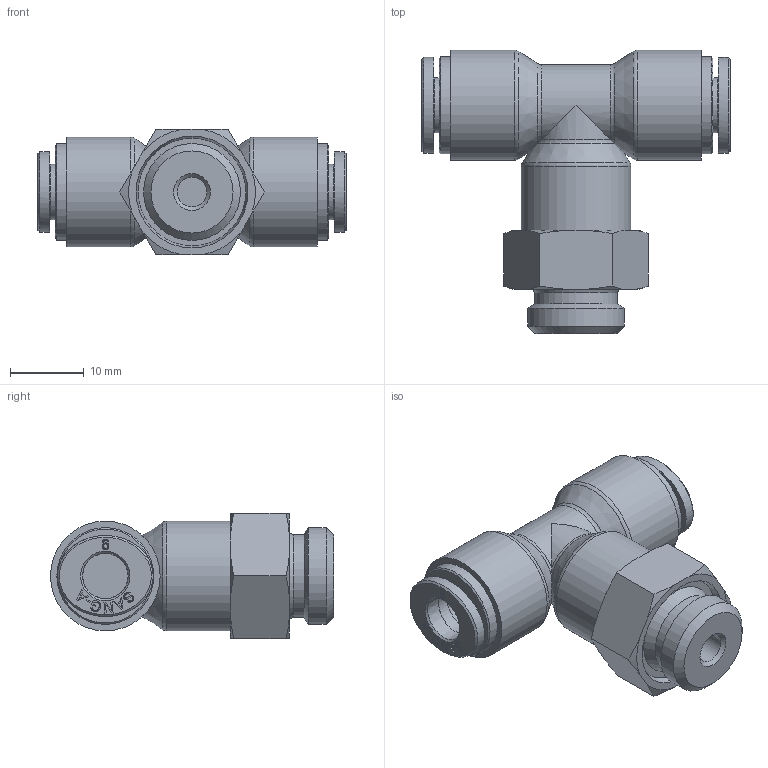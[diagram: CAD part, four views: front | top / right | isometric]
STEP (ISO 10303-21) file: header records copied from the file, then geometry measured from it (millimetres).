
FILE_DESCRIPTION((''),'2;1');
FILE_NAME('HR-PT 06G02.stp','2020-03-19T11:40:41',('user'),(''),'Autodesk Inventor 2013','Autodesk Inventor 2013','');
FILE_SCHEMA(('AUTOMOTIVE_DESIGN { 1 0 10303 214 1 1 1 1 }'));
Length unit declared in the file: millimetre
Products named in the file (6): 조립품3; HR-PUT 06 BODY; HR-COLLAR 06; HR-Collar 06L(SUS); HR-SLEEVE 06; HR-PL BODY 06G02
Assembly tree (6 placements, depth 3):
  조립품3
    HR-PUT 06 BODY
    HR-COLLAR 06  x2
      HR-Collar 06L(SUS)
      HR-SLEEVE 06
    HR-PL BODY 06G02
Bounding box: 41.9 x 38.45 x 17 mm (x, y, z)
Volume: 8910.5 mm3; surface area: 5773.7 mm2
Topology: 6 solids, 6 shells, 277 faces, 694 edges, 456 vertices
Faces by surface type: plane 136, bspline 88, cone 28, cylinder 18, torus 7
Full cylindrical faces by diameter (mm): 4 x1, 6.198 x2, 6.2 x3, 7.5 x2, 11.2 x1, 13.15 x2, 13.157 x1, 14.9 x3
Entity records: 5155 total; most frequent: CARTESIAN_POINT 1526, ORIENTED_EDGE 748, DIRECTION 592, EDGE_CURVE 374, VERTEX_POINT 260, EDGE_LOOP 216, AXIS2_PLACEMENT_3D 198, VECTOR 196
